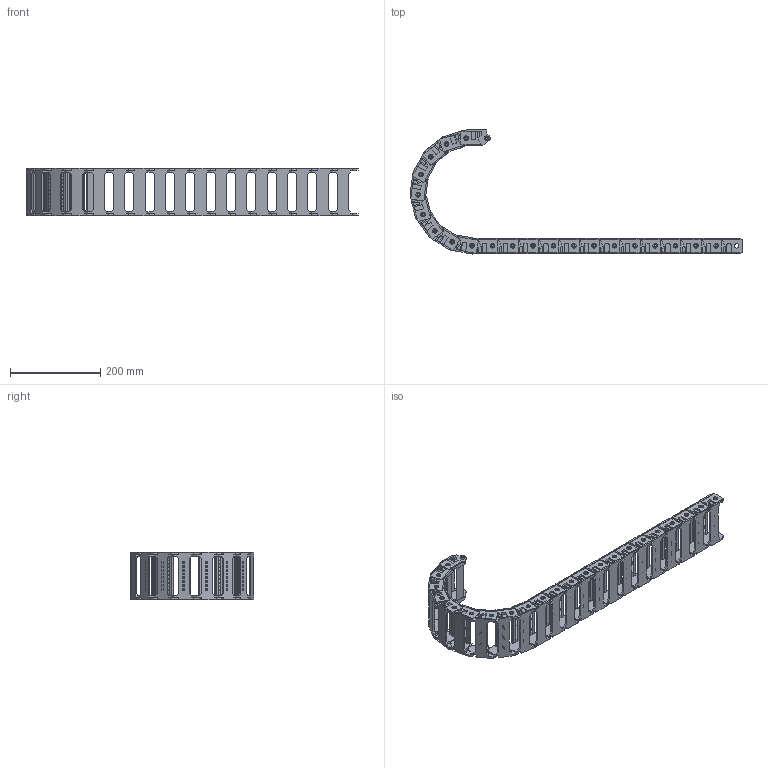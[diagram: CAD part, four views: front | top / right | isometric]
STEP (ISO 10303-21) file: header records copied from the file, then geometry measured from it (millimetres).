
FILE_DESCRIPTION (( 'STEP AP214' ), '1' );
FILE_NAME ('CDC-10X34R47N.STEP', '2025-04-03T16:37:45', ( '' ), ( '' ), 'SwSTEP 2.0', 'SolidWorks 2024', '' );
FILE_SCHEMA (( 'AUTOMOTIVE_DESIGN' ));
Length unit declared in the file: millimetre
Products named in the file (1): CDC-10X34R47N
Bounding box: 734.23 x 274.07 x 105 mm (x, y, z)
Volume: 772384.7 mm3; surface area: 476781.4 mm2
Topology: 22 solids, 22 shells, 5104 faces, 14652 edges, 9768 vertices
Faces by surface type: plane 4004, cylinder 1100
Entity records: 166140 total; most frequent: CARTESIAN_POINT 29525, ORIENTED_EDGE 29304, DIRECTION 27150, EDGE_CURVE 14652, VECTOR 12364, LINE 12364, VERTEX_POINT 9768, AXIS2_PLACEMENT_3D 7393
